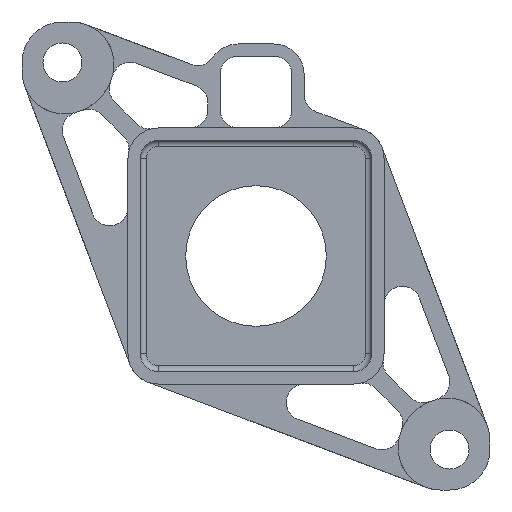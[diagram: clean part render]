
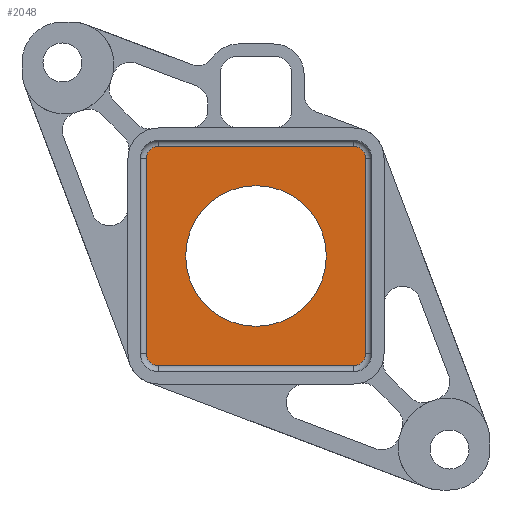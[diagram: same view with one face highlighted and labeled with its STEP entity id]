
A CAD part, left-side view. The second image highlights one B-rep face of the part: STEP entity #2048.
In plain terms, the highlighted planar face has unit normal (-1, 0, 0).
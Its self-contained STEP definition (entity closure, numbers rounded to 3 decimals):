
#43=FACE_BOUND('',#307,.T.);
#89=PLANE('',#2296);
#190=FACE_OUTER_BOUND('',#306,.T.);
#306=EDGE_LOOP('',(#1842,#1843,#1844,#1845,#1846,#1847,#1848,#1849));
#307=EDGE_LOOP('',(#1850));
#468=LINE('',#3490,#641);
#469=LINE('',#3501,#642);
#471=LINE('',#3513,#644);
#473=LINE('',#3525,#646);
#641=VECTOR('',#2859,10.);
#642=VECTOR('',#2872,10.);
#644=VECTOR('',#2886,10.);
#646=VECTOR('',#2900,10.);
#768=CIRCLE('',#2271,1.);
#772=CIRCLE('',#2277,1.);
#776=CIRCLE('',#2283,1.);
#779=CIRCLE('',#2288,1.);
#783=CIRCLE('',#2297,5.764);
#960=VERTEX_POINT('',#3483);
#963=VERTEX_POINT('',#3488);
#965=VERTEX_POINT('',#3493);
#967=VERTEX_POINT('',#3499);
#969=VERTEX_POINT('',#3505);
#971=VERTEX_POINT('',#3511);
#973=VERTEX_POINT('',#3517);
#975=VERTEX_POINT('',#3523);
#981=VERTEX_POINT('',#3549);
#1249=EDGE_CURVE('',#963,#960,#468,.T.);
#1251=EDGE_CURVE('',#965,#963,#768,.T.);
#1254=EDGE_CURVE('',#967,#965,#469,.T.);
#1257=EDGE_CURVE('',#969,#967,#772,.T.);
#1260=EDGE_CURVE('',#971,#969,#471,.T.);
#1263=EDGE_CURVE('',#973,#971,#776,.T.);
#1266=EDGE_CURVE('',#975,#973,#473,.T.);
#1268=EDGE_CURVE('',#960,#975,#779,.T.);
#1279=EDGE_CURVE('',#981,#981,#783,.T.);
#1842=ORIENTED_EDGE('',*,*,#1249,.F.);
#1843=ORIENTED_EDGE('',*,*,#1251,.F.);
#1844=ORIENTED_EDGE('',*,*,#1254,.F.);
#1845=ORIENTED_EDGE('',*,*,#1257,.F.);
#1846=ORIENTED_EDGE('',*,*,#1260,.F.);
#1847=ORIENTED_EDGE('',*,*,#1263,.F.);
#1848=ORIENTED_EDGE('',*,*,#1266,.F.);
#1849=ORIENTED_EDGE('',*,*,#1268,.F.);
#1850=ORIENTED_EDGE('',*,*,#1279,.T.);
#2048=ADVANCED_FACE('',(#190,#43),#89,.T.);
#2271=AXIS2_PLACEMENT_3D('',#3495,#2864,#2865);
#2277=AXIS2_PLACEMENT_3D('',#3507,#2878,#2879);
#2283=AXIS2_PLACEMENT_3D('',#3519,#2892,#2893);
#2288=AXIS2_PLACEMENT_3D('',#3528,#2904,#2905);
#2296=AXIS2_PLACEMENT_3D('',#3548,#2927,#2928);
#2297=AXIS2_PLACEMENT_3D('',#3550,#2929,#2930);
#2859=DIRECTION('',(0.,0.,1.));
#2864=DIRECTION('center_axis',(1.,0.,0.));
#2865=DIRECTION('ref_axis',(0.,0.707,-0.707));
#2872=DIRECTION('',(0.,1.,0.));
#2878=DIRECTION('center_axis',(1.,0.,0.));
#2879=DIRECTION('ref_axis',(0.,-0.707,-0.707));
#2886=DIRECTION('',(0.,0.,-1.));
#2892=DIRECTION('center_axis',(1.,0.,0.));
#2893=DIRECTION('ref_axis',(0.,-0.707,0.707));
#2900=DIRECTION('',(0.,-1.,0.));
#2904=DIRECTION('center_axis',(1.,0.,0.));
#2905=DIRECTION('ref_axis',(0.,0.707,0.707));
#2927=DIRECTION('center_axis',(-1.,0.,0.));
#2928=DIRECTION('ref_axis',(0.,0.,1.));
#2929=DIRECTION('center_axis',(1.,0.,0.));
#2930=DIRECTION('ref_axis',(0.,0.,-1.));
#3483=CARTESIAN_POINT('',(29.248,9.,8.));
#3488=CARTESIAN_POINT('',(29.248,9.,-8.));
#3490=CARTESIAN_POINT('',(29.248,9.,4.25));
#3493=CARTESIAN_POINT('',(29.248,8.,-9.));
#3495=CARTESIAN_POINT('Origin',(29.248,8.,-8.));
#3499=CARTESIAN_POINT('',(29.248,-8.,-9.));
#3501=CARTESIAN_POINT('',(29.248,-5.375,-9.));
#3505=CARTESIAN_POINT('',(29.248,-9.,-8.));
#3507=CARTESIAN_POINT('Origin',(29.248,-8.,-8.));
#3511=CARTESIAN_POINT('',(29.248,-9.,8.));
#3513=CARTESIAN_POINT('',(29.248,-9.,-4.25));
#3517=CARTESIAN_POINT('',(29.248,-8.,9.));
#3519=CARTESIAN_POINT('Origin',(29.248,-8.,8.));
#3523=CARTESIAN_POINT('',(29.248,8.,9.));
#3525=CARTESIAN_POINT('',(29.248,2.875,9.));
#3528=CARTESIAN_POINT('Origin',(29.248,8.,8.));
#3548=CARTESIAN_POINT('Origin',(29.248,-1.25,0.));
#3549=CARTESIAN_POINT('',(29.248,0.,5.764));
#3550=CARTESIAN_POINT('Origin',(29.248,0.,0.));
